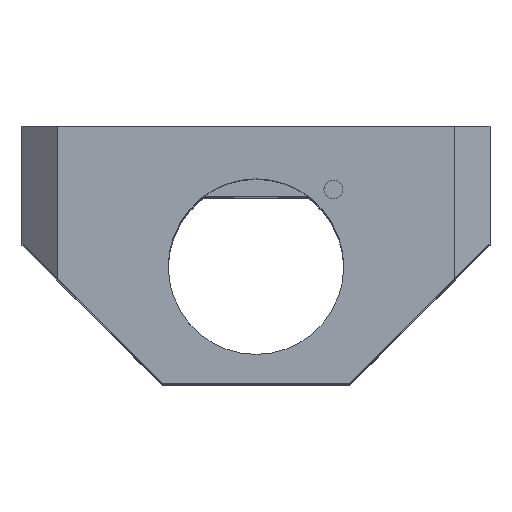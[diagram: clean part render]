
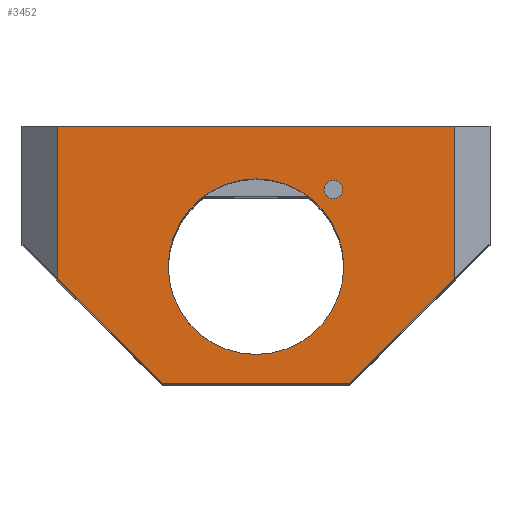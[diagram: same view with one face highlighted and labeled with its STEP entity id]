
A CAD part, top view. The second image highlights one B-rep face of the part: STEP entity #3452.
In plain terms, the highlighted planar face has unit normal (0, 0, 1).
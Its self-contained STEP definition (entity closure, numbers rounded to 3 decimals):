
#128 = PLANE('',#129);
#129 = AXIS2_PLACEMENT_3D('',#130,#131,#132);
#130 = CARTESIAN_POINT('',(-20.,12.,0.));
#131 = DIRECTION('',(0.,1.,0.));
#132 = DIRECTION('',(0.,0.,1.));
#1242 = VERTEX_POINT('',#1243);
#1243 = CARTESIAN_POINT('',(-17.,12.,102.));
#1257 = PLANE('',#1258);
#1258 = AXIS2_PLACEMENT_3D('',#1259,#1260,#1261);
#1259 = CARTESIAN_POINT('',(-18.5,-10.,100.5));
#1260 = DIRECTION('',(0.707,0.,-0.707));
#1261 = DIRECTION('',(0.,1.,0.));
#1269 = EDGE_CURVE('',#1242,#1270,#1272,.T.);
#1270 = VERTEX_POINT('',#1271);
#1271 = CARTESIAN_POINT('',(17.,12.,102.));
#1272 = SURFACE_CURVE('',#1273,(#1277,#1284),.PCURVE_S1.);
#1273 = LINE('',#1274,#1275);
#1274 = CARTESIAN_POINT('',(-20.,12.,102.));
#1275 = VECTOR('',#1276,1.);
#1276 = DIRECTION('',(1.,0.,0.));
#1277 = PCURVE('',#128,#1278);
#1278 = DEFINITIONAL_REPRESENTATION('',(#1279),#1283);
#1279 = LINE('',#1280,#1281);
#1280 = CARTESIAN_POINT('',(102.,0.));
#1281 = VECTOR('',#1282,1.);
#1282 = DIRECTION('',(0.,1.));
#1283 = ( GEOMETRIC_REPRESENTATION_CONTEXT(2) 
PARAMETRIC_REPRESENTATION_CONTEXT() REPRESENTATION_CONTEXT('2D SPACE',''
  ) );
#1284 = PCURVE('',#1285,#1290);
#1285 = PLANE('',#1286);
#1286 = AXIS2_PLACEMENT_3D('',#1287,#1288,#1289);
#1287 = CARTESIAN_POINT('',(-20.,-10.,102.));
#1288 = DIRECTION('',(0.,0.,1.));
#1289 = DIRECTION('',(1.,0.,0.));
#1290 = DEFINITIONAL_REPRESENTATION('',(#1291),#1295);
#1291 = LINE('',#1292,#1293);
#1292 = CARTESIAN_POINT('',(0.,22.));
#1293 = VECTOR('',#1294,1.);
#1294 = DIRECTION('',(1.,0.));
#1295 = ( GEOMETRIC_REPRESENTATION_CONTEXT(2) 
PARAMETRIC_REPRESENTATION_CONTEXT() REPRESENTATION_CONTEXT('2D SPACE',''
  ) );
#1313 = PLANE('',#1314);
#1314 = AXIS2_PLACEMENT_3D('',#1315,#1316,#1317);
#1315 = CARTESIAN_POINT('',(18.5,-10.,100.5));
#1316 = DIRECTION('',(0.707,0.,0.707));
#1317 = DIRECTION('',(0.,1.,0.));
#3342 = PLANE('',#3343);
#3343 = AXIS2_PLACEMENT_3D('',#3344,#3345,#3346);
#3344 = CARTESIAN_POINT('',(14.,-4.,0.));
#3345 = DIRECTION('',(-0.707,0.707,0.));
#3346 = DIRECTION('',(-0.,-0.,-1.));
#3408 = VERTEX_POINT('',#3409);
#3409 = CARTESIAN_POINT('',(17.,-1.,102.));
#3432 = EDGE_CURVE('',#3408,#1270,#3433,.T.);
#3433 = SURFACE_CURVE('',#3434,(#3438,#3445),.PCURVE_S1.);
#3434 = LINE('',#3435,#3436);
#3435 = CARTESIAN_POINT('',(17.,-10.,102.));
#3436 = VECTOR('',#3437,1.);
#3437 = DIRECTION('',(0.,1.,0.));
#3438 = PCURVE('',#1313,#3439);
#3439 = DEFINITIONAL_REPRESENTATION('',(#3440),#3444);
#3440 = LINE('',#3441,#3442);
#3441 = CARTESIAN_POINT('',(0.,2.121));
#3442 = VECTOR('',#3443,1.);
#3443 = DIRECTION('',(1.,0.));
#3444 = ( GEOMETRIC_REPRESENTATION_CONTEXT(2) 
PARAMETRIC_REPRESENTATION_CONTEXT() REPRESENTATION_CONTEXT('2D SPACE',''
  ) );
#3445 = PCURVE('',#1285,#3446);
#3446 = DEFINITIONAL_REPRESENTATION('',(#3447),#3451);
#3447 = LINE('',#3448,#3449);
#3448 = CARTESIAN_POINT('',(37.,0.));
#3449 = VECTOR('',#3450,1.);
#3450 = DIRECTION('',(0.,1.));
#3451 = ( GEOMETRIC_REPRESENTATION_CONTEXT(2) 
PARAMETRIC_REPRESENTATION_CONTEXT() REPRESENTATION_CONTEXT('2D SPACE',''
  ) );
#3452 = ADVANCED_FACE('',(#3453,#3557,#3588),#1285,.T.);
#3453 = FACE_BOUND('',#3454,.T.);
#3454 = EDGE_LOOP('',(#3455,#3456,#3479,#3507,#3535,#3556));
#3455 = ORIENTED_EDGE('',*,*,#1269,.F.);
#3456 = ORIENTED_EDGE('',*,*,#3457,.F.);
#3457 = EDGE_CURVE('',#3458,#1242,#3460,.T.);
#3458 = VERTEX_POINT('',#3459);
#3459 = CARTESIAN_POINT('',(-17.,-1.,102.));
#3460 = SURFACE_CURVE('',#3461,(#3465,#3472),.PCURVE_S1.);
#3461 = LINE('',#3462,#3463);
#3462 = CARTESIAN_POINT('',(-17.,-10.,102.));
#3463 = VECTOR('',#3464,1.);
#3464 = DIRECTION('',(0.,1.,0.));
#3465 = PCURVE('',#1285,#3466);
#3466 = DEFINITIONAL_REPRESENTATION('',(#3467),#3471);
#3467 = LINE('',#3468,#3469);
#3468 = CARTESIAN_POINT('',(3.,0.));
#3469 = VECTOR('',#3470,1.);
#3470 = DIRECTION('',(0.,1.));
#3471 = ( GEOMETRIC_REPRESENTATION_CONTEXT(2) 
PARAMETRIC_REPRESENTATION_CONTEXT() REPRESENTATION_CONTEXT('2D SPACE',''
  ) );
#3472 = PCURVE('',#1257,#3473);
#3473 = DEFINITIONAL_REPRESENTATION('',(#3474),#3478);
#3474 = LINE('',#3475,#3476);
#3475 = CARTESIAN_POINT('',(0.,2.121));
#3476 = VECTOR('',#3477,1.);
#3477 = DIRECTION('',(1.,0.));
#3478 = ( GEOMETRIC_REPRESENTATION_CONTEXT(2) 
PARAMETRIC_REPRESENTATION_CONTEXT() REPRESENTATION_CONTEXT('2D SPACE',''
  ) );
#3479 = ORIENTED_EDGE('',*,*,#3480,.T.);
#3480 = EDGE_CURVE('',#3458,#3481,#3483,.T.);
#3481 = VERTEX_POINT('',#3482);
#3482 = CARTESIAN_POINT('',(-8.,-10.,102.));
#3483 = SURFACE_CURVE('',#3484,(#3488,#3495),.PCURVE_S1.);
#3484 = LINE('',#3485,#3486);
#3485 = CARTESIAN_POINT('',(-14.,-4.,102.));
#3486 = VECTOR('',#3487,1.);
#3487 = DIRECTION('',(0.707,-0.707,0.));
#3488 = PCURVE('',#1285,#3489);
#3489 = DEFINITIONAL_REPRESENTATION('',(#3490),#3494);
#3490 = LINE('',#3491,#3492);
#3491 = CARTESIAN_POINT('',(6.,6.));
#3492 = VECTOR('',#3493,1.);
#3493 = DIRECTION('',(0.707,-0.707));
#3494 = ( GEOMETRIC_REPRESENTATION_CONTEXT(2) 
PARAMETRIC_REPRESENTATION_CONTEXT() REPRESENTATION_CONTEXT('2D SPACE',''
  ) );
#3495 = PCURVE('',#3496,#3501);
#3496 = PLANE('',#3497);
#3497 = AXIS2_PLACEMENT_3D('',#3498,#3499,#3500);
#3498 = CARTESIAN_POINT('',(-14.,-4.,0.));
#3499 = DIRECTION('',(-0.707,-0.707,0.));
#3500 = DIRECTION('',(-0.,-0.,-1.));
#3501 = DEFINITIONAL_REPRESENTATION('',(#3502),#3506);
#3502 = LINE('',#3503,#3504);
#3503 = CARTESIAN_POINT('',(-102.,0.));
#3504 = VECTOR('',#3505,1.);
#3505 = DIRECTION('',(-0.,1.));
#3506 = ( GEOMETRIC_REPRESENTATION_CONTEXT(2) 
PARAMETRIC_REPRESENTATION_CONTEXT() REPRESENTATION_CONTEXT('2D SPACE',''
  ) );
#3507 = ORIENTED_EDGE('',*,*,#3508,.T.);
#3508 = EDGE_CURVE('',#3481,#3509,#3511,.T.);
#3509 = VERTEX_POINT('',#3510);
#3510 = CARTESIAN_POINT('',(8.,-10.,102.));
#3511 = SURFACE_CURVE('',#3512,(#3516,#3523),.PCURVE_S1.);
#3512 = LINE('',#3513,#3514);
#3513 = CARTESIAN_POINT('',(-20.,-10.,102.));
#3514 = VECTOR('',#3515,1.);
#3515 = DIRECTION('',(1.,0.,0.));
#3516 = PCURVE('',#1285,#3517);
#3517 = DEFINITIONAL_REPRESENTATION('',(#3518),#3522);
#3518 = LINE('',#3519,#3520);
#3519 = CARTESIAN_POINT('',(0.,0.));
#3520 = VECTOR('',#3521,1.);
#3521 = DIRECTION('',(1.,0.));
#3522 = ( GEOMETRIC_REPRESENTATION_CONTEXT(2) 
PARAMETRIC_REPRESENTATION_CONTEXT() REPRESENTATION_CONTEXT('2D SPACE',''
  ) );
#3523 = PCURVE('',#3524,#3529);
#3524 = PLANE('',#3525);
#3525 = AXIS2_PLACEMENT_3D('',#3526,#3527,#3528);
#3526 = CARTESIAN_POINT('',(-20.,-10.,0.));
#3527 = DIRECTION('',(0.,1.,0.));
#3528 = DIRECTION('',(0.,0.,1.));
#3529 = DEFINITIONAL_REPRESENTATION('',(#3530),#3534);
#3530 = LINE('',#3531,#3532);
#3531 = CARTESIAN_POINT('',(102.,0.));
#3532 = VECTOR('',#3533,1.);
#3533 = DIRECTION('',(0.,1.));
#3534 = ( GEOMETRIC_REPRESENTATION_CONTEXT(2) 
PARAMETRIC_REPRESENTATION_CONTEXT() REPRESENTATION_CONTEXT('2D SPACE',''
  ) );
#3535 = ORIENTED_EDGE('',*,*,#3536,.F.);
#3536 = EDGE_CURVE('',#3408,#3509,#3537,.T.);
#3537 = SURFACE_CURVE('',#3538,(#3542,#3549),.PCURVE_S1.);
#3538 = LINE('',#3539,#3540);
#3539 = CARTESIAN_POINT('',(4.,-14.,102.));
#3540 = VECTOR('',#3541,1.);
#3541 = DIRECTION('',(-0.707,-0.707,0.));
#3542 = PCURVE('',#1285,#3543);
#3543 = DEFINITIONAL_REPRESENTATION('',(#3544),#3548);
#3544 = LINE('',#3545,#3546);
#3545 = CARTESIAN_POINT('',(24.,-4.));
#3546 = VECTOR('',#3547,1.);
#3547 = DIRECTION('',(-0.707,-0.707));
#3548 = ( GEOMETRIC_REPRESENTATION_CONTEXT(2) 
PARAMETRIC_REPRESENTATION_CONTEXT() REPRESENTATION_CONTEXT('2D SPACE',''
  ) );
#3549 = PCURVE('',#3342,#3550);
#3550 = DEFINITIONAL_REPRESENTATION('',(#3551),#3555);
#3551 = LINE('',#3552,#3553);
#3552 = CARTESIAN_POINT('',(-102.,14.142));
#3553 = VECTOR('',#3554,1.);
#3554 = DIRECTION('',(-0.,1.));
#3555 = ( GEOMETRIC_REPRESENTATION_CONTEXT(2) 
PARAMETRIC_REPRESENTATION_CONTEXT() REPRESENTATION_CONTEXT('2D SPACE',''
  ) );
#3556 = ORIENTED_EDGE('',*,*,#3432,.T.);
#3557 = FACE_BOUND('',#3558,.T.);
#3558 = EDGE_LOOP('',(#3559));
#3559 = ORIENTED_EDGE('',*,*,#3560,.F.);
#3560 = EDGE_CURVE('',#3561,#3561,#3563,.T.);
#3561 = VERTEX_POINT('',#3562);
#3562 = CARTESIAN_POINT('',(7.5,0.,102.));
#3563 = SURFACE_CURVE('',#3564,(#3569,#3576),.PCURVE_S1.);
#3564 = CIRCLE('',#3565,7.5);
#3565 = AXIS2_PLACEMENT_3D('',#3566,#3567,#3568);
#3566 = CARTESIAN_POINT('',(0.,0.,102.));
#3567 = DIRECTION('',(0.,0.,1.));
#3568 = DIRECTION('',(1.,0.,0.));
#3569 = PCURVE('',#1285,#3570);
#3570 = DEFINITIONAL_REPRESENTATION('',(#3571),#3575);
#3571 = CIRCLE('',#3572,7.5);
#3572 = AXIS2_PLACEMENT_2D('',#3573,#3574);
#3573 = CARTESIAN_POINT('',(20.,10.));
#3574 = DIRECTION('',(1.,0.));
#3575 = ( GEOMETRIC_REPRESENTATION_CONTEXT(2) 
PARAMETRIC_REPRESENTATION_CONTEXT() REPRESENTATION_CONTEXT('2D SPACE',''
  ) );
#3576 = PCURVE('',#3577,#3582);
#3577 = CYLINDRICAL_SURFACE('',#3578,7.5);
#3578 = AXIS2_PLACEMENT_3D('',#3579,#3580,#3581);
#3579 = CARTESIAN_POINT('',(0.,0.,78.));
#3580 = DIRECTION('',(0.,0.,1.));
#3581 = DIRECTION('',(1.,0.,0.));
#3582 = DEFINITIONAL_REPRESENTATION('',(#3583),#3587);
#3583 = LINE('',#3584,#3585);
#3584 = CARTESIAN_POINT('',(0.,24.));
#3585 = VECTOR('',#3586,1.);
#3586 = DIRECTION('',(1.,0.));
#3587 = ( GEOMETRIC_REPRESENTATION_CONTEXT(2) 
PARAMETRIC_REPRESENTATION_CONTEXT() REPRESENTATION_CONTEXT('2D SPACE',''
  ) );
#3588 = FACE_BOUND('',#3589,.T.);
#3589 = EDGE_LOOP('',(#3590));
#3590 = ORIENTED_EDGE('',*,*,#3591,.F.);
#3591 = EDGE_CURVE('',#3592,#3592,#3594,.T.);
#3592 = VERTEX_POINT('',#3593);
#3593 = CARTESIAN_POINT('',(7.4,6.6,102.));
#3594 = SURFACE_CURVE('',#3595,(#3600,#3607),.PCURVE_S1.);
#3595 = CIRCLE('',#3596,0.8);
#3596 = AXIS2_PLACEMENT_3D('',#3597,#3598,#3599);
#3597 = CARTESIAN_POINT('',(6.6,6.6,102.));
#3598 = DIRECTION('',(0.,0.,1.));
#3599 = DIRECTION('',(1.,0.,0.));
#3600 = PCURVE('',#1285,#3601);
#3601 = DEFINITIONAL_REPRESENTATION('',(#3602),#3606);
#3602 = CIRCLE('',#3603,0.8);
#3603 = AXIS2_PLACEMENT_2D('',#3604,#3605);
#3604 = CARTESIAN_POINT('',(26.6,16.6));
#3605 = DIRECTION('',(1.,0.));
#3606 = ( GEOMETRIC_REPRESENTATION_CONTEXT(2) 
PARAMETRIC_REPRESENTATION_CONTEXT() REPRESENTATION_CONTEXT('2D SPACE',''
  ) );
#3607 = PCURVE('',#3608,#3613);
#3608 = CYLINDRICAL_SURFACE('',#3609,0.8);
#3609 = AXIS2_PLACEMENT_3D('',#3610,#3611,#3612);
#3610 = CARTESIAN_POINT('',(6.6,6.6,92.));
#3611 = DIRECTION('',(0.,0.,1.));
#3612 = DIRECTION('',(1.,0.,0.));
#3613 = DEFINITIONAL_REPRESENTATION('',(#3614),#3618);
#3614 = LINE('',#3615,#3616);
#3615 = CARTESIAN_POINT('',(0.,10.));
#3616 = VECTOR('',#3617,1.);
#3617 = DIRECTION('',(1.,0.));
#3618 = ( GEOMETRIC_REPRESENTATION_CONTEXT(2) 
PARAMETRIC_REPRESENTATION_CONTEXT() REPRESENTATION_CONTEXT('2D SPACE',''
  ) );
